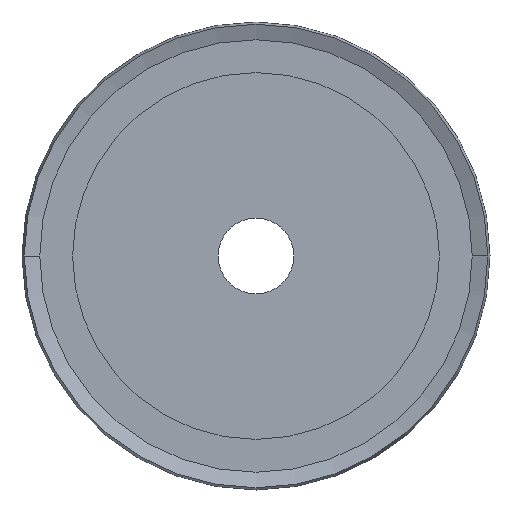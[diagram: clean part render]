
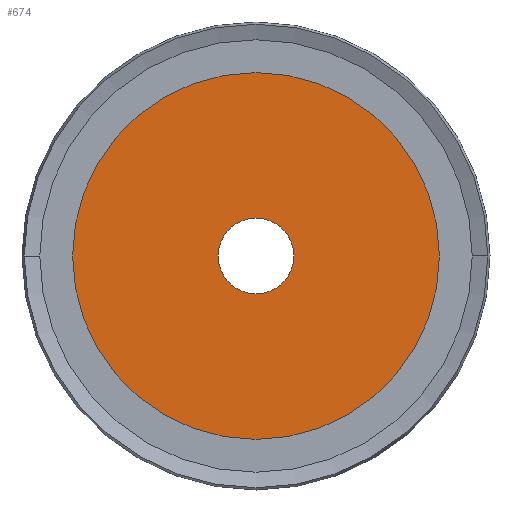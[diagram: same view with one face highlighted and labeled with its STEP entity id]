
A CAD part, left-side view. The second image highlights one B-rep face of the part: STEP entity #674.
In plain terms, the highlighted planar face has unit normal (-1, 0, 0).
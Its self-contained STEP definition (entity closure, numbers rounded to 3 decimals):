
#674 = ADVANCED_FACE( '', ( #1879, #1880 ), #1881, .T. );
#1879 = FACE_BOUND( '', #3085, .T. );
#1880 = FACE_OUTER_BOUND( '', #3086, .T. );
#1881 = PLANE( '', #3087 );
#3085 = EDGE_LOOP( '', ( #8433, #8434 ) );
#3086 = EDGE_LOOP( '', ( #8435, #8436 ) );
#3087 = AXIS2_PLACEMENT_3D( '', #8437, #8438, #8439 );
#8433 = ORIENTED_EDGE( '', *, *, #10202, .F. );
#8434 = ORIENTED_EDGE( '', *, *, #8475, .F. );
#8435 = ORIENTED_EDGE( '', *, *, #8443, .T. );
#8436 = ORIENTED_EDGE( '', *, *, #10215, .T. );
#8437 = CARTESIAN_POINT( '', ( 0., 17.5, 0. ) );
#8438 = DIRECTION( '', ( -1., 0., 0. ) );
#8439 = DIRECTION( '', ( 0., 1., 0. ) );
#8443 = EDGE_CURVE( '', #10217, #10221, #10223, .T. );
#8475 = EDGE_CURVE( '', #10279, #10275, #10281, .T. );
#10202 = EDGE_CURVE( '', #10275, #10279, #13160, .T. );
#10215 = EDGE_CURVE( '', #10221, #10217, #13173, .T. );
#10217 = VERTEX_POINT( '', #13175 );
#10221 = VERTEX_POINT( '', #13180 );
#10223 = CIRCLE( '', #13183, 29. );
#10275 = VERTEX_POINT( '', #13249 );
#10279 = VERTEX_POINT( '', #13254 );
#10281 = CIRCLE( '', #13257, 6. );
#13160 = CIRCLE( '', #16712, 6. );
#13173 = CIRCLE( '', #16725, 29. );
#13175 = CARTESIAN_POINT( '', ( 0., 29., 0. ) );
#13180 = CARTESIAN_POINT( '', ( 0., -29., 0. ) );
#13183 = AXIS2_PLACEMENT_3D( '', #16731, #16732, #16733 );
#13249 = CARTESIAN_POINT( '', ( 0., 6., 0. ) );
#13254 = CARTESIAN_POINT( '', ( 0., -6., 0. ) );
#13257 = AXIS2_PLACEMENT_3D( '', #16795, #16796, #16797 );
#16712 = AXIS2_PLACEMENT_3D( '', #20824, #20825, #20826 );
#16725 = AXIS2_PLACEMENT_3D( '', #20863, #20864, #20865 );
#16731 = CARTESIAN_POINT( '', ( 0., 0., 0. ) );
#16732 = DIRECTION( '', ( -1., 0., 0. ) );
#16733 = DIRECTION( '', ( 0., 1., 0. ) );
#16795 = CARTESIAN_POINT( '', ( 0., 0., 0. ) );
#16796 = DIRECTION( '', ( -1., 0., 0. ) );
#16797 = DIRECTION( '', ( 0., 1., 0. ) );
#20824 = CARTESIAN_POINT( '', ( 0., 0., 0. ) );
#20825 = DIRECTION( '', ( -1., 0., 0. ) );
#20826 = DIRECTION( '', ( 0., 1., 0. ) );
#20863 = CARTESIAN_POINT( '', ( 0., 0., 0. ) );
#20864 = DIRECTION( '', ( -1., 0., 0. ) );
#20865 = DIRECTION( '', ( 0., 1., 0. ) );
